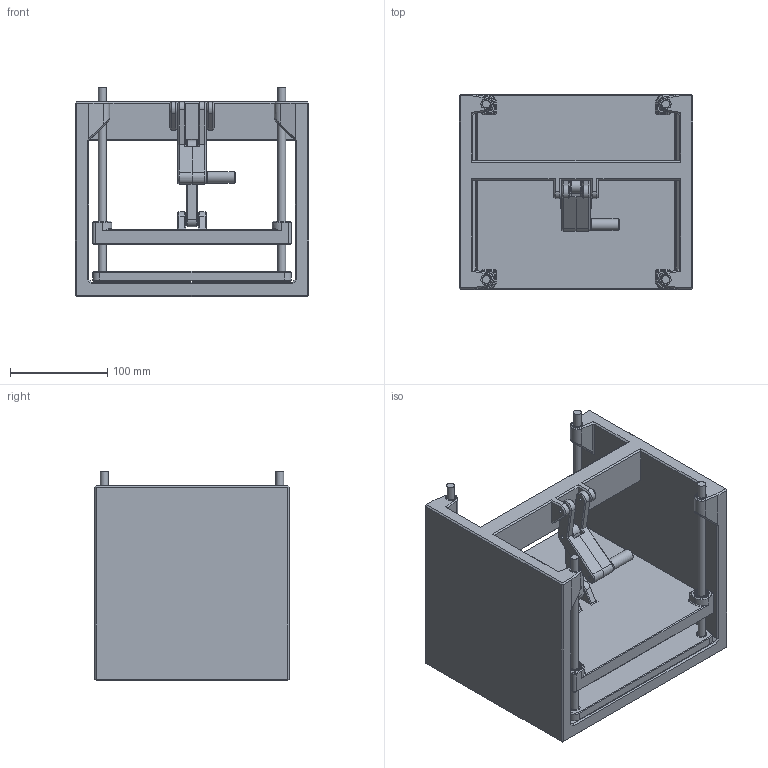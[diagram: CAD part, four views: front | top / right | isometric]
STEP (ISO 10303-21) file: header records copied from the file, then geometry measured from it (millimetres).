
FILE_DESCRIPTION(/* description */ ('','CAx-IF Rec.Pracs.---Representation and Presentation of Product Manufacturing Information (PMI)---4.0---2014-10-13'),/* implementation_level */ '2;1');
FILE_NAME(/* name */ 'Fixture v3.step',/* time_stamp */ '2024-12-04T00:11:52+01:00',/* author */ (''),/* organization */ (''),/* preprocessor_version */ 'ST-DEVELOPER v20',/* originating_system */ 'Autodesk Translation Framework v13.20.0.188',/* authorisation */ '');
FILE_SCHEMA (('AP242_MANAGED_MODEL_BASED_3D_ENGINEERING_MIM_LF { 1 0 10303 442 1 1 4 }'));
Length unit declared in the file: millimetre
Products named in the file (8): Fixture; Frame; Positioning plate; needle plate; 6485K23_Linear and Rotary Ball Bearing; arm; handle; lower arm
Assembly tree (10 placements, depth 3):
  Fixture
    Frame
    Positioning plate
    needle plate
      6485K23_Linear and Rotary Ball Bearing  x4
    arm
      handle
      lower arm
Bounding box: 240 x 200 x 215 mm (x, y, z)
Volume: 2656711.3 mm3; surface area: 505645 mm2
Topology: 147 solids, 147 shells, 1492 faces, 3696 edges, 2402 vertices
Faces by surface type: plane 534, cylinder 462, bspline 252, sphere 120, cone 116, torus 8
Full cylindrical faces by diameter (mm): 2.8 x5, 3.2 x8, 3.5 x4, 4.5 x4, 8 x4, 8.397 x4, 9.6 x8, 11.254 x4, 12 x17, 14.3 x8, 15 x12
Entity records: 37978 total; most frequent: CARTESIAN_POINT 12963, ORIENTED_EDGE 5172, DIRECTION 5010, EDGE_CURVE 2586, VERTEX_POINT 1700, AXIS2_PLACEMENT_3D 1679, LINE 1652, VECTOR 1652
